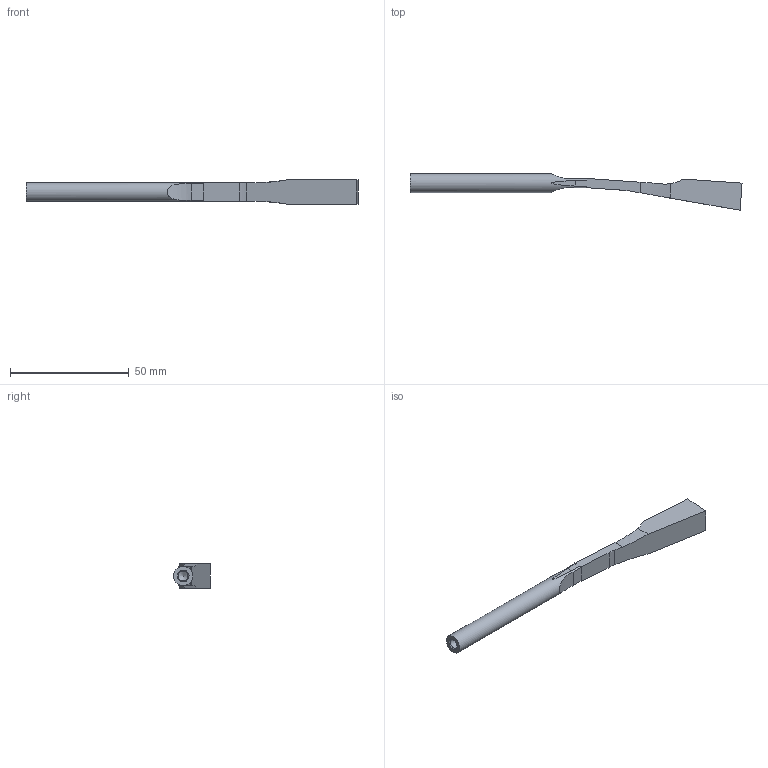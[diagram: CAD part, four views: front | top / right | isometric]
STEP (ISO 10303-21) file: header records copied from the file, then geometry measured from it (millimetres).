
FILE_DESCRIPTION( ( 'STEP AP203' ), ' ' );
FILE_NAME( 'AW27508102(2).stp', '2016-03-02T09:48:58', ( '' ), ( '' ), ' ', 'PARTsolutions', ' ' );
FILE_SCHEMA( ( 'CONFIG_CONTROL_DESIGN' ) );
Length unit declared in the file: millimetre
Products named in the file (1): _AW27508102(2)
Bounding box: 140.01 x 15.47 x 10.2 mm (x, y, z)
Volume: 6951.6 mm3; surface area: 4794 mm2
Topology: 1 solids, 1 shells, 28 faces, 77 edges, 51 vertices
Faces by surface type: plane 18, cylinder 8, cone 2
Full cylindrical faces by diameter (mm): 4.134 x1, 8 x1
Entity records: 998 total; most frequent: CARTESIAN_POINT 260, DIRECTION 144, ORIENTED_EDGE 140, EDGE_CURVE 70, AXIS2_PLACEMENT_3D 49, VERTEX_POINT 49, LINE 46, VECTOR 46
